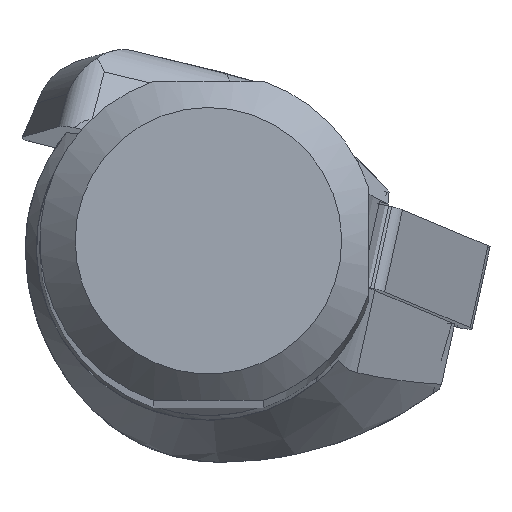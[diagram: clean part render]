
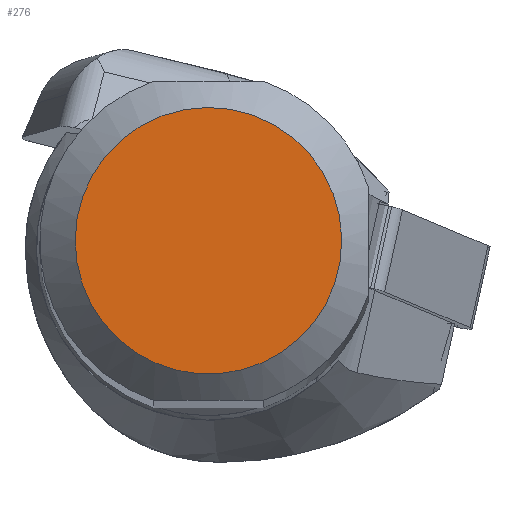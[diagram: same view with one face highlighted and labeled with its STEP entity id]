
A CAD part, top view. The second image highlights one B-rep face of the part: STEP entity #276.
In plain terms, the highlighted planar face has unit normal (0, 0, 1).
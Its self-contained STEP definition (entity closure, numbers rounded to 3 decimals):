
#193=FACE_OUTER_BOUND('',#682,.T.);
#276=ADVANCED_FACE('CU_SU_BP3',(#193),#344,.T.);
#344=PLANE('',#1810);
#682=EDGE_LOOP('',(#930));
#930=ORIENTED_EDGE('',*,*,#1488,.F.);
#1302=VERTEX_POINT('',#2755);
#1488=EDGE_CURVE('',#1302,#1302,#1618,.T.);
#1618=CIRCLE('',#1809,7.516);
#1809=AXIS2_PLACEMENT_3D('',#2754,#2136,#2137);
#1810=AXIS2_PLACEMENT_3D('',#2756,#2138,#2139);
#2136=DIRECTION('',(0.,0.,-1.));
#2137=DIRECTION('',(-1.,0.,0.));
#2138=DIRECTION('',(0.,0.,1.));
#2139=DIRECTION('',(-1.,0.,0.));
#2754=CARTESIAN_POINT('',(0.,0.,0.));
#2755=CARTESIAN_POINT('',(-7.516,0.,0.));
#2756=CARTESIAN_POINT('',(0.,0.,
0.));
